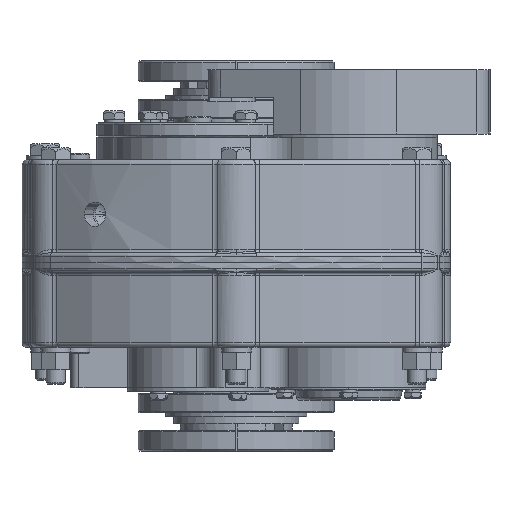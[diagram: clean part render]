
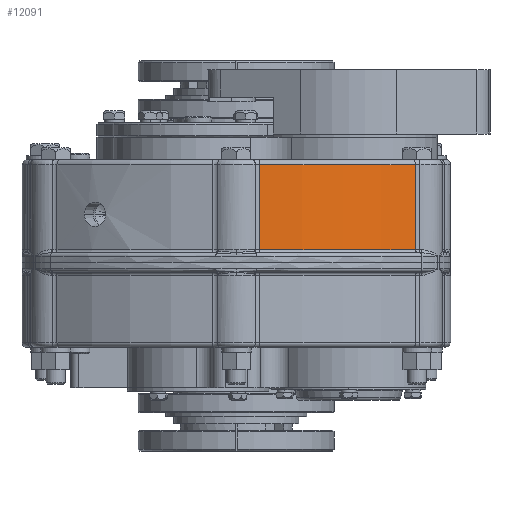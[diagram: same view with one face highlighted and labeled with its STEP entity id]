
A CAD part, front view. The second image highlights one B-rep face of the part: STEP entity #12091.
In plain terms, the highlighted cylindrical face has radius 175 mm (diameter 350 mm), a partial arc.
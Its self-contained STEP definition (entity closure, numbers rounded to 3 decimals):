
#5431 = CARTESIAN_POINT ( 'NONE',  ( 111.703, -201.712, -17. ) ) ;
#5435 = CARTESIAN_POINT ( 'NONE',  ( 111.703, -201.712, -70. ) ) ;
#5437 = CARTESIAN_POINT ( 'NONE',  ( 14.66, -241.385, -17. ) ) ;
#5439 = CARTESIAN_POINT ( 'NONE',  ( 14.66, -241.385, -70. ) ) ;
#12091 = ADVANCED_FACE ( 'NONE', ( #46223 ), #46228, .T. ) ;
#14304 = EDGE_CURVE ( 'NONE', #22908, #22904, #41194, .T. ) ;
#14306 = EDGE_CURVE ( 'NONE', #22904, #22910, #41197, .T. ) ;
#14307 = EDGE_CURVE ( 'NONE', #22912, #22910, #41198, .T. ) ;
#14308 = EDGE_CURVE ( 'NONE', #22912, #22908, #41195, .T. ) ;
#15470 = ORIENTED_EDGE ( 'NONE', *, *, #14304, .T. ) ;
#15471 = ORIENTED_EDGE ( 'NONE', *, *, #14306, .T. ) ;
#15472 = ORIENTED_EDGE ( 'NONE', *, *, #14307, .F. ) ;
#15473 = ORIENTED_EDGE ( 'NONE', *, *, #14308, .T. ) ;
#16321 = EDGE_LOOP ( 'NONE', ( #15470, #15471, #15472, #15473 ) ) ;
#22904 = VERTEX_POINT ( 'NONE', #5431 ) ;
#22908 = VERTEX_POINT ( 'NONE', #5435 ) ;
#22910 = VERTEX_POINT ( 'NONE', #5437 ) ;
#22912 = VERTEX_POINT ( 'NONE', #5439 ) ;
#26298 = DIRECTION ( 'NONE',  ( 1., 0., 0. ) ) ;
#26299 = CARTESIAN_POINT ( 'NONE',  ( 0., -67., -78. ) ) ;
#26300 = DIRECTION ( 'NONE',  ( 0., 0., 1. ) ) ;
#32624 = AXIS2_PLACEMENT_3D ( 'NONE', #26299, #26300, #26298 ) ;
#41194 = LINE ( 'NONE', #47746, #41196 ) ;
#41195 = CIRCLE ( 'NONE', #42779, 175. ) ;
#41196 = VECTOR ( 'NONE', #47747, 1000. ) ;
#41197 = CIRCLE ( 'NONE', #42778, 175. ) ;
#41198 = LINE ( 'NONE', #47754, #41200 ) ;
#41200 = VECTOR ( 'NONE', #47755, 1000. ) ;
#42778 = AXIS2_PLACEMENT_3D ( 'NONE', #47759, #47760, #47761 ) ;
#42779 = AXIS2_PLACEMENT_3D ( 'NONE', #47764, #47765, #47766 ) ;
#46223 = FACE_OUTER_BOUND ( 'NONE', #16321, .T. ) ;
#46228 = CYLINDRICAL_SURFACE ( 'NONE', #32624, 175. ) ;
#47746 = CARTESIAN_POINT ( 'NONE',  ( 111.703, -201.712, -78. ) ) ;
#47747 = DIRECTION ( 'NONE',  ( 0., 0., 1. ) ) ;
#47754 = CARTESIAN_POINT ( 'NONE',  ( 14.66, -241.385, -78. ) ) ;
#47755 = DIRECTION ( 'NONE',  ( 0., 0., 1. ) ) ;
#47759 = CARTESIAN_POINT ( 'NONE',  ( 0., -67., -17. ) ) ;
#47760 = DIRECTION ( 'NONE',  ( 0., 0., -1. ) ) ;
#47761 = DIRECTION ( 'NONE',  ( 1., 0., 0. ) ) ;
#47764 = CARTESIAN_POINT ( 'NONE',  ( 0., -67., -70. ) ) ;
#47765 = DIRECTION ( 'NONE',  ( 0., 0., 1. ) ) ;
#47766 = DIRECTION ( 'NONE',  ( 1., 0., 0. ) ) ;
